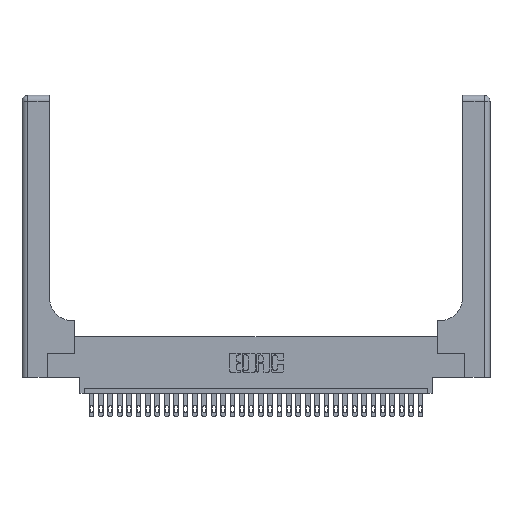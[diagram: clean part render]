
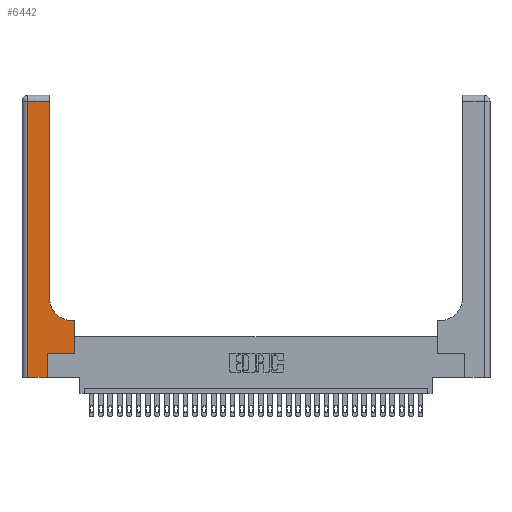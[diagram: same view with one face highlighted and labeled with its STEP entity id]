
A CAD part, top view. The second image highlights one B-rep face of the part: STEP entity #6442.
In plain terms, the highlighted planar face has unit normal (0, 0, 1).
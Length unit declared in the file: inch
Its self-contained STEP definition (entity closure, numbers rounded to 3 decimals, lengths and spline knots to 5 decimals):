
#323 = CARTESIAN_POINT ( 'NONE',  ( 0.2915, 2.94, 0.37 ) ) ;
#565 = LINE ( 'NONE', #30373, #9433 ) ;
#1080 = DIRECTION ( 'NONE',  ( -1., 0., 0. ) ) ;
#1400 = CARTESIAN_POINT ( 'NONE',  ( 0.06, 2.94, 0.37 ) ) ;
#1428 = CARTESIAN_POINT ( 'NONE',  ( 0., 2.94, 0.37 ) ) ;
#1822 = EDGE_CURVE ( 'NONE', #5716, #10331, #18499, .T. ) ;
#2528 = PLANE ( 'NONE',  #23243 ) ;
#2585 = LINE ( 'NONE', #1428, #8614 ) ;
#3648 = ORIENTED_EDGE ( 'NONE', *, *, #23300, .T. ) ;
#4247 = CARTESIAN_POINT ( 'NONE',  ( 0.2915, 0.85, 0.37 ) ) ;
#4777 = CARTESIAN_POINT ( 'NONE',  ( 0.5415, 0.6, 0.37 ) ) ;
#5173 = DIRECTION ( 'NONE',  ( 1., 0., 0. ) ) ;
#5716 = VERTEX_POINT ( 'NONE', #21086 ) ;
#6348 = LINE ( 'NONE', #27068, #30336 ) ;
#6442 = ADVANCED_FACE ( 'NONE', ( #14011 ), #2528, .F. ) ;
#6611 = EDGE_CURVE ( 'NONE', #10331, #11367, #26286, .T. ) ;
#7487 = CARTESIAN_POINT ( 'NONE',  ( 0., 3., 0.37 ) ) ;
#7966 = CARTESIAN_POINT ( 'NONE',  ( 0.5415, 0.85, 0.37 ) ) ;
#8614 = VECTOR ( 'NONE', #24445, 39.37008 ) ;
#9433 = VECTOR ( 'NONE', #25492, 39.37008 ) ;
#9739 = VECTOR ( 'NONE', #24603, 39.37008 ) ;
#9745 = VECTOR ( 'NONE', #1080, 39.37008 ) ;
#9948 = CARTESIAN_POINT ( 'NONE',  ( 0.5585, 0.6, 0.37 ) ) ;
#10063 = DIRECTION ( 'NONE',  ( -1., 0., 0. ) ) ;
#10331 = VERTEX_POINT ( 'NONE', #17283 ) ;
#11367 = VERTEX_POINT ( 'NONE', #24742 ) ;
#11933 = EDGE_CURVE ( 'NONE', #25905, #12801, #2585, .T. ) ;
#12801 = VERTEX_POINT ( 'NONE', #1400 ) ;
#13140 = EDGE_CURVE ( 'NONE', #29790, #23443, #30509, .T. ) ;
#13364 = LINE ( 'NONE', #14505, #17342 ) ;
#13791 = ORIENTED_EDGE ( 'NONE', *, *, #25163, .T. ) ;
#14011 = FACE_OUTER_BOUND ( 'NONE', #23050, .T. ) ;
#14396 = CARTESIAN_POINT ( 'NONE',  ( 0., 0., 0.37 ) ) ;
#14505 = CARTESIAN_POINT ( 'NONE',  ( 0.269, 0.25, 0.37 ) ) ;
#14639 = VERTEX_POINT ( 'NONE', #32606 ) ;
#14657 = EDGE_CURVE ( 'NONE', #14639, #29790, #22366, .T. ) ;
#17283 = CARTESIAN_POINT ( 'NONE',  ( 0.269, 0., 0.37 ) ) ;
#17342 = VECTOR ( 'NONE', #32350, 39.37008 ) ;
#18499 = LINE ( 'NONE', #14396, #9739 ) ;
#19602 = ORIENTED_EDGE ( 'NONE', *, *, #24574, .T. ) ;
#19880 = CARTESIAN_POINT ( 'NONE',  ( 0.5585, 0.25, 0.37 ) ) ;
#20446 = DIRECTION ( 'NONE',  ( 0., 0., -1. ) ) ;
#20475 = DIRECTION ( 'NONE',  ( 0., 0., -1. ) ) ;
#21086 = CARTESIAN_POINT ( 'NONE',  ( 0.06, 0., 0.37 ) ) ;
#22366 = LINE ( 'NONE', #19880, #29164 ) ;
#23050 = EDGE_LOOP ( 'NONE', ( #3648, #26052, #13791, #28490, #27324, #30606, #30095, #28372, #19602 ) ) ;
#23243 = AXIS2_PLACEMENT_3D ( 'NONE', #7487, #20446, #10063 ) ;
#23300 = EDGE_CURVE ( 'NONE', #24370, #25905, #6348, .T. ) ;
#23443 = VERTEX_POINT ( 'NONE', #4777 ) ;
#24191 = CARTESIAN_POINT ( 'NONE',  ( 0.2915, 0.6, 0.37 ) ) ;
#24370 = VERTEX_POINT ( 'NONE', #4247 ) ;
#24445 = DIRECTION ( 'NONE',  ( -1., 0., 0. ) ) ;
#24574 = EDGE_CURVE ( 'NONE', #23443, #24370, #32644, .T. ) ;
#24603 = DIRECTION ( 'NONE',  ( 1., 0., 0. ) ) ;
#24742 = CARTESIAN_POINT ( 'NONE',  ( 0.269, 0.25, 0.37 ) ) ;
#25163 = EDGE_CURVE ( 'NONE', #12801, #5716, #565, .T. ) ;
#25492 = DIRECTION ( 'NONE',  ( 0., -1., 0. ) ) ;
#25905 = VERTEX_POINT ( 'NONE', #323 ) ;
#26052 = ORIENTED_EDGE ( 'NONE', *, *, #11933, .T. ) ;
#26286 = LINE ( 'NONE', #30988, #30353 ) ;
#27068 = CARTESIAN_POINT ( 'NONE',  ( 0.2915, 3., 0.37 ) ) ;
#27254 = EDGE_CURVE ( 'NONE', #11367, #14639, #13364, .T. ) ;
#27324 = ORIENTED_EDGE ( 'NONE', *, *, #6611, .T. ) ;
#28266 = DIRECTION ( 'NONE',  ( 0., 1., 0. ) ) ;
#28372 = ORIENTED_EDGE ( 'NONE', *, *, #13140, .T. ) ;
#28490 = ORIENTED_EDGE ( 'NONE', *, *, #1822, .T. ) ;
#29164 = VECTOR ( 'NONE', #32483, 39.37008 ) ;
#29534 = AXIS2_PLACEMENT_3D ( 'NONE', #7966, #20475, #5173 ) ;
#29790 = VERTEX_POINT ( 'NONE', #9948 ) ;
#30095 = ORIENTED_EDGE ( 'NONE', *, *, #14657, .T. ) ;
#30336 = VECTOR ( 'NONE', #32491, 39.37008 ) ;
#30353 = VECTOR ( 'NONE', #28266, 39.37008 ) ;
#30373 = CARTESIAN_POINT ( 'NONE',  ( 0.06, 3., 0.37 ) ) ;
#30509 = LINE ( 'NONE', #24191, #9745 ) ;
#30606 = ORIENTED_EDGE ( 'NONE', *, *, #27254, .T. ) ;
#30988 = CARTESIAN_POINT ( 'NONE',  ( 0.269, 0., 0.37 ) ) ;
#32350 = DIRECTION ( 'NONE',  ( 1., 0., 0. ) ) ;
#32483 = DIRECTION ( 'NONE',  ( 0., 1., 0. ) ) ;
#32491 = DIRECTION ( 'NONE',  ( 0., 1., 0. ) ) ;
#32606 = CARTESIAN_POINT ( 'NONE',  ( 0.5585, 0.25, 0.37 ) ) ;
#32644 = CIRCLE ( 'NONE', #29534, 0.25 ) ;
